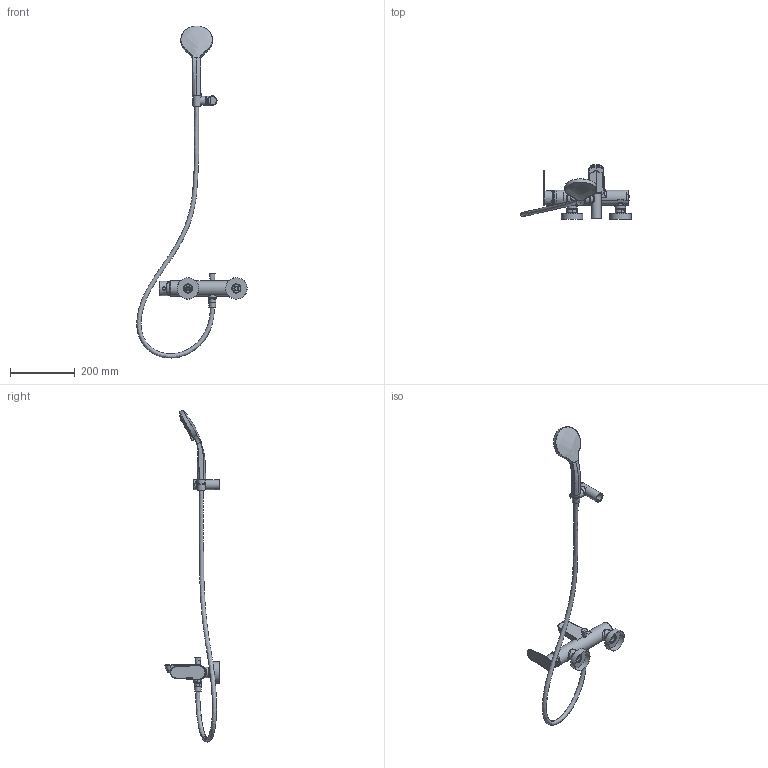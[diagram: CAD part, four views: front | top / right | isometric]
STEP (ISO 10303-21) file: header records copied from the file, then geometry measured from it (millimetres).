
FILE_DESCRIPTION (( 'STEP AP203' ), '1' );
FILE_NAME ('36CP03666.STEP', '2020-09-08T11:19:23', ( '' ), ( '' ), 'SwSTEP 2.0', 'SolidWorks 2018', '' );
FILE_SCHEMA (( 'CONFIG_CONTROL_DESIGN' ));
Length unit declared in the file: millimetre
Products named in the file (1): 36CP03666
Bounding box: 339.76 x 167.63 x 1022.27 mm (x, y, z)
Surface area: 281193.2 mm2 (no closed solid volume)
Topology: 0 solids, 20 shells, 1348 faces, 3066 edges, 1879 vertices
Faces by surface type: cylinder 414, bspline 380, plane 374, torus 90, cone 88, sphere 2
Full cylindrical faces by diameter (mm): 2 x9, 2.3 x1, 3 x1, 3.3 x1, 4 x73, 4.8 x1, 5 x2, 5.1 x2, 5.5 x1, 6 x1, 6.2 x1, 6.8 x1, 7 x1, 8 x2, 8.9 x1, 9.5 x1, 10 x1, 10.2 x1, 10.5 x2, 11 x2, 11.5 x1, 12.6 x1, 12.8 x1, 13 x2, 13.4 x1, 13.5 x1, 13.6 x1, 14 x1, 15 x3, 16 x4
Entity records: 78065 total; most frequent: CARTESIAN_POINT 54361, ORIENTED_EDGE 5129, DIRECTION 3619, EDGE_CURVE 2572, EDGE_LOOP 1849, VERTEX_POINT 1726, FACE_OUTER_BOUND 1616, AXIS2_PLACEMENT_3D 1563
